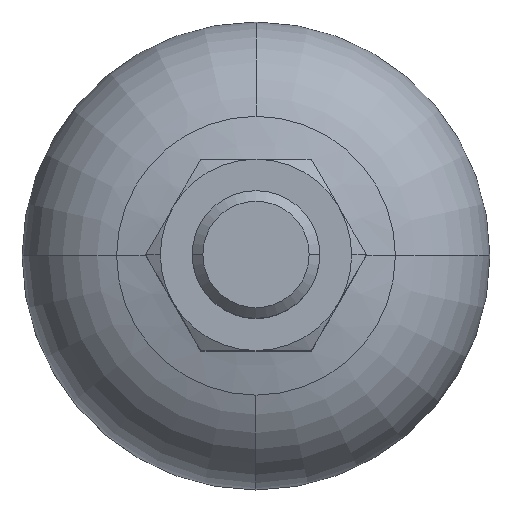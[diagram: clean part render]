
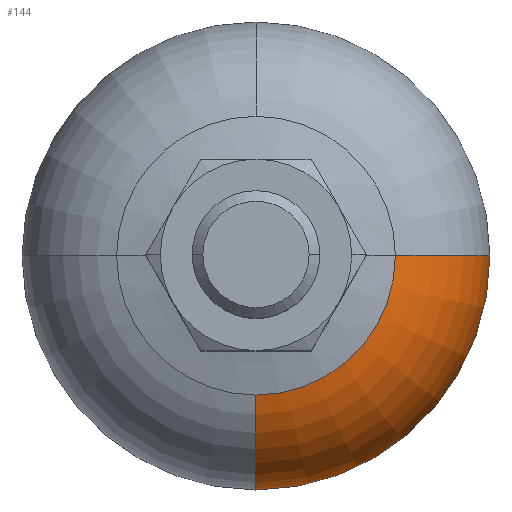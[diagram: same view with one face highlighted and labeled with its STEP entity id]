
A CAD part, top view. The second image highlights one B-rep face of the part: STEP entity #144.
In plain terms, the highlighted toroidal (fillet/blend) face has major radius 10 mm and minor radius 12 mm.
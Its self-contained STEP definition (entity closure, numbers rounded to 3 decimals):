
#144=ADVANCED_FACE('1306',(#373),#374,.T.);
#373=FACE_OUTER_BOUND('',#691,.T.);
#374=TOROIDAL_SURFACE('',#692,10.,12.);
#691=EDGE_LOOP('',(#1040,#1041,#1042,#1043));
#692=AXIS2_PLACEMENT_3D('',#1044,#1045,#1046);
#1040=ORIENTED_EDGE('',*,*,#1846,.F.);
#1041=ORIENTED_EDGE('',*,*,#1847,.T.);
#1042=ORIENTED_EDGE('',*,*,#1848,.F.);
#1043=ORIENTED_EDGE('',*,*,#1849,.F.);
#1044=CARTESIAN_POINT('',(0.,0.,5.));
#1045=DIRECTION('',(0.,0.,-1.0));
#1046=DIRECTION('',(0.,1.0,0.));
#1846=EDGE_CURVE('',#2190,#2191,#2192,.T.);
#1847=EDGE_CURVE('1309',#2190,#2193,#2194,.T.);
#1848=EDGE_CURVE('1288',#2195,#2193,#2196,.T.);
#1849=EDGE_CURVE('1307',#2191,#2195,#2197,.T.);
#2190=VERTEX_POINT('',#2683);
#2191=VERTEX_POINT('',#2684);
#2192=CIRCLE('',#2685,12.);
#2193=VERTEX_POINT('',#2686);
#2194=CIRCLE('',#2687,22.0);
#2195=VERTEX_POINT('',#2688);
#2196=CIRCLE('',#2689,12.0);
#2197=CIRCLE('',#2690,13.106);
#2683=CARTESIAN_POINT('',(0.,-22.0,5.0));
#2684=CARTESIAN_POINT('',(0.,-13.106,16.591));
#2685=AXIS2_PLACEMENT_3D('',#3424,#3425,#3426);
#2686=CARTESIAN_POINT('',(22.0,0.0,5.0));
#2687=AXIS2_PLACEMENT_3D('',#3427,#3428,#3429);
#2688=CARTESIAN_POINT('',(13.106,0.0,16.591));
#2689=AXIS2_PLACEMENT_3D('',#3430,#3431,#3432);
#2690=AXIS2_PLACEMENT_3D('',#3433,#3434,#3435);
#3424=CARTESIAN_POINT('',(0.,-10.,5.));
#3425=DIRECTION('',(-1.0,0.,0.));
#3426=DIRECTION('',(0.,-1.0,0.));
#3427=CARTESIAN_POINT('',(0.0,0.0,5.0));
#3428=DIRECTION('',(0.0,0.0,1.0));
#3429=DIRECTION('',(-1.0,0.0,0.0));
#3430=CARTESIAN_POINT('',(10.0,0.0,5.0));
#3431=DIRECTION('',(-0.0,1.0,0.0));
#3432=DIRECTION('',(0.259,0.0,0.966));
#3433=CARTESIAN_POINT('',(0.0,0.0,16.591));
#3434=DIRECTION('',(0.0,0.0,1.0));
#3435=DIRECTION('',(-1.0,0.0,0.0));
